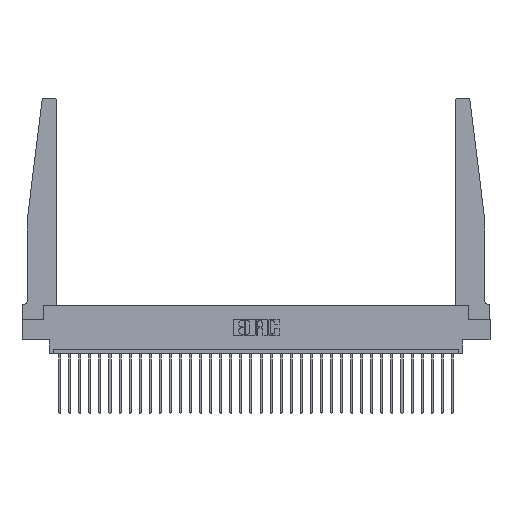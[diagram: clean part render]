
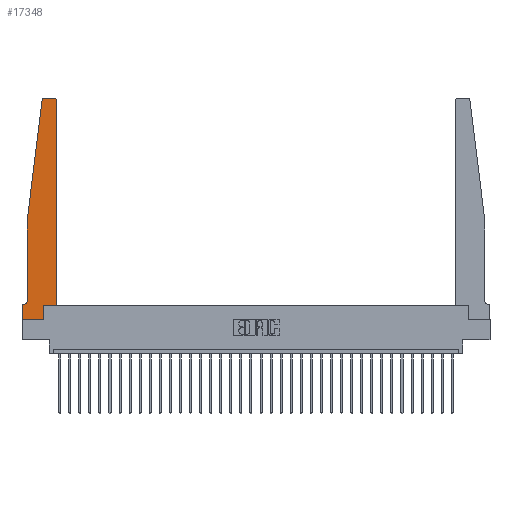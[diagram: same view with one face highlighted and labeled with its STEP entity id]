
A CAD part, top view. The second image highlights one B-rep face of the part: STEP entity #17348.
In plain terms, the highlighted planar face has unit normal (0, 0, 1).
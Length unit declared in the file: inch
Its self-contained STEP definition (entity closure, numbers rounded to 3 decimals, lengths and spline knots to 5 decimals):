
#170 = DIRECTION ( 'NONE',  ( 0., 0., 1. ) ) ;
#241 = DIRECTION ( 'NONE',  ( -0.122, -0.992, 0. ) ) ;
#331 = VERTEX_POINT ( 'NONE', #3806 ) ;
#745 = CARTESIAN_POINT ( 'NONE',  ( 0.065, 1.25, 0.37 ) ) ;
#808 = CARTESIAN_POINT ( 'NONE',  ( 0.425, 0.18, 0.37 ) ) ;
#1122 = VERTEX_POINT ( 'NONE', #28801 ) ;
#1303 = EDGE_CURVE ( 'NONE', #12593, #28701, #8513, .T. ) ;
#1824 = CARTESIAN_POINT ( 'NONE',  ( 0.065, 1.25, 0.37 ) ) ;
#1949 = CARTESIAN_POINT ( 'NONE',  ( 0.425, 0.18, 0.37 ) ) ;
#2216 = VERTEX_POINT ( 'NONE', #29637 ) ;
#2666 = VECTOR ( 'NONE', #23362, 39.37008 ) ;
#2917 = DIRECTION ( 'NONE',  ( -1., 0., 0. ) ) ;
#3340 = EDGE_CURVE ( 'NONE', #19858, #12763, #30304, .T. ) ;
#3643 = EDGE_CURVE ( 'NONE', #6658, #18816, #15799, .T. ) ;
#3806 = CARTESIAN_POINT ( 'NONE',  ( 0.27653, 2.75, 0.37 ) ) ;
#4128 = VECTOR ( 'NONE', #15174, 39.37008 ) ;
#4342 = VECTOR ( 'NONE', #241, 39.37008 ) ;
#4716 = ORIENTED_EDGE ( 'NONE', *, *, #5352, .T. ) ;
#4789 = EDGE_CURVE ( 'NONE', #24966, #29226, #28750, .T. ) ;
#5352 = EDGE_CURVE ( 'NONE', #19808, #6658, #9822, .T. ) ;
#5925 = CARTESIAN_POINT ( 'NONE',  ( 0.2605, 0.18, 0.37 ) ) ;
#5995 = AXIS2_PLACEMENT_3D ( 'NONE', #10315, #19690, #10461 ) ;
#6204 = ORIENTED_EDGE ( 'NONE', *, *, #3643, .T. ) ;
#6321 = EDGE_CURVE ( 'NONE', #29226, #2216, #22219, .T. ) ;
#6334 = ORIENTED_EDGE ( 'NONE', *, *, #27008, .T. ) ;
#6658 = VERTEX_POINT ( 'NONE', #29022 ) ;
#6933 = LINE ( 'NONE', #30298, #11045 ) ;
#7020 = AXIS2_PLACEMENT_3D ( 'NONE', #26216, #9635, #12251 ) ;
#7081 = DIRECTION ( 'NONE',  ( -1., 0., 0. ) ) ;
#7124 = DIRECTION ( 'NONE',  ( 0., 0., -1. ) ) ;
#7629 = FACE_OUTER_BOUND ( 'NONE', #25977, .T. ) ;
#8513 = LINE ( 'NONE', #17742, #20261 ) ;
#8596 = VECTOR ( 'NONE', #24913, 39.37008 ) ;
#9614 = DIRECTION ( 'NONE',  ( 1., 0., 0. ) ) ;
#9635 = DIRECTION ( 'NONE',  ( 0., 0., 1. ) ) ;
#9735 = VECTOR ( 'NONE', #29514, 39.37008 ) ;
#9822 = LINE ( 'NONE', #28569, #2666 ) ;
#10033 = CARTESIAN_POINT ( 'NONE',  ( 0.2605, 0.18, 0.37 ) ) ;
#10315 = CARTESIAN_POINT ( 'NONE',  ( 0.395, 2.72, 0.37 ) ) ;
#10323 = CIRCLE ( 'NONE', #17678, 0.03 ) ;
#10461 = DIRECTION ( 'NONE',  ( 1., 0., 0. ) ) ;
#10766 = LINE ( 'NONE', #15696, #9735 ) ;
#11045 = VECTOR ( 'NONE', #7081, 39.37008 ) ;
#11134 = EDGE_CURVE ( 'NONE', #2216, #331, #6933, .T. ) ;
#11281 = VECTOR ( 'NONE', #21650, 39.37008 ) ;
#12251 = DIRECTION ( 'NONE',  ( 1., 0., 0. ) ) ;
#12593 = VERTEX_POINT ( 'NONE', #21129 ) ;
#12655 = EDGE_CURVE ( 'NONE', #12763, #12593, #30390, .T. ) ;
#12690 = AXIS2_PLACEMENT_3D ( 'NONE', #14656, #7124, #2917 ) ;
#12763 = VERTEX_POINT ( 'NONE', #17108 ) ;
#12869 = ORIENTED_EDGE ( 'NONE', *, *, #18556, .T. ) ;
#13150 = ORIENTED_EDGE ( 'NONE', *, *, #6321, .T. ) ;
#14041 = VECTOR ( 'NONE', #16488, 39.37008 ) ;
#14656 = CARTESIAN_POINT ( 'NONE',  ( 0.015, 0.2375, 0.37 ) ) ;
#15174 = DIRECTION ( 'NONE',  ( 0., 1., 0. ) ) ;
#15696 = CARTESIAN_POINT ( 'NONE',  ( 0., 0., 0.37 ) ) ;
#15799 = LINE ( 'NONE', #5925, #4128 ) ;
#16488 = DIRECTION ( 'NONE',  ( 0., 1., 0. ) ) ;
#16730 = ORIENTED_EDGE ( 'NONE', *, *, #11134, .T. ) ;
#17108 = CARTESIAN_POINT ( 'NONE',  ( 0.065, 0.2375, 0.37 ) ) ;
#17348 = ADVANCED_FACE ( 'NONE', ( #7629 ), #25914, .T. ) ;
#17678 = AXIS2_PLACEMENT_3D ( 'NONE', #24202, #170, #9614 ) ;
#17742 = CARTESIAN_POINT ( 'NONE',  ( 0.065, 0.1875, 0.37 ) ) ;
#17895 = DIRECTION ( 'NONE',  ( -1., 0., 0. ) ) ;
#18083 = ORIENTED_EDGE ( 'NONE', *, *, #1303, .T. ) ;
#18556 = EDGE_CURVE ( 'NONE', #28701, #19808, #10766, .T. ) ;
#18581 = ORIENTED_EDGE ( 'NONE', *, *, #27364, .T. ) ;
#18816 = VERTEX_POINT ( 'NONE', #10033 ) ;
#19435 = ORIENTED_EDGE ( 'NONE', *, *, #3340, .T. ) ;
#19690 = DIRECTION ( 'NONE',  ( 0., 0., 1. ) ) ;
#19808 = VERTEX_POINT ( 'NONE', #23280 ) ;
#19858 = VERTEX_POINT ( 'NONE', #745 ) ;
#20261 = VECTOR ( 'NONE', #17895, 39.37008 ) ;
#20517 = CARTESIAN_POINT ( 'NONE',  ( 0.425, 2.72, 0.37 ) ) ;
#21129 = CARTESIAN_POINT ( 'NONE',  ( 0.015, 0.1875, 0.37 ) ) ;
#21650 = DIRECTION ( 'NONE',  ( 1., 0., 0. ) ) ;
#22078 = ORIENTED_EDGE ( 'NONE', *, *, #12655, .T. ) ;
#22219 = CIRCLE ( 'NONE', #5995, 0.03 ) ;
#23027 = ORIENTED_EDGE ( 'NONE', *, *, #27796, .T. ) ;
#23280 = CARTESIAN_POINT ( 'NONE',  ( 0., 0., 0.37 ) ) ;
#23319 = ORIENTED_EDGE ( 'NONE', *, *, #4789, .T. ) ;
#23362 = DIRECTION ( 'NONE',  ( 1., 0., 0. ) ) ;
#23675 = LINE ( 'NONE', #28134, #4342 ) ;
#24202 = CARTESIAN_POINT ( 'NONE',  ( 0.27653, 2.72, 0.37 ) ) ;
#24913 = DIRECTION ( 'NONE',  ( 0., -1., 0. ) ) ;
#24966 = VERTEX_POINT ( 'NONE', #1949 ) ;
#25140 = CARTESIAN_POINT ( 'NONE',  ( 0., 0.1875, 0.37 ) ) ;
#25834 = CARTESIAN_POINT ( 'NONE',  ( 0.425, 0.18, 0.37 ) ) ;
#25914 = PLANE ( 'NONE',  #7020 ) ;
#25977 = EDGE_LOOP ( 'NONE', ( #16730, #23027, #6334, #19435, #22078, #18083, #12869, #4716, #6204, #18581, #23319, #13150 ) ) ;
#26216 = CARTESIAN_POINT ( 'NONE',  ( 0., 0.1875, 0.37 ) ) ;
#27008 = EDGE_CURVE ( 'NONE', #1122, #19858, #23675, .T. ) ;
#27364 = EDGE_CURVE ( 'NONE', #18816, #24966, #29138, .T. ) ;
#27796 = EDGE_CURVE ( 'NONE', #331, #1122, #10323, .T. ) ;
#28134 = CARTESIAN_POINT ( 'NONE',  ( 0.065, 1.25, 0.37 ) ) ;
#28569 = CARTESIAN_POINT ( 'NONE',  ( 0., 0., 0.37 ) ) ;
#28701 = VERTEX_POINT ( 'NONE', #25140 ) ;
#28750 = LINE ( 'NONE', #25834, #14041 ) ;
#28801 = CARTESIAN_POINT ( 'NONE',  ( 0.24675, 2.72367, 0.37 ) ) ;
#29022 = CARTESIAN_POINT ( 'NONE',  ( 0.2605, 0., 0.37 ) ) ;
#29138 = LINE ( 'NONE', #808, #11281 ) ;
#29226 = VERTEX_POINT ( 'NONE', #20517 ) ;
#29514 = DIRECTION ( 'NONE',  ( 0., -1., 0. ) ) ;
#29637 = CARTESIAN_POINT ( 'NONE',  ( 0.395, 2.75, 0.37 ) ) ;
#30298 = CARTESIAN_POINT ( 'NONE',  ( 0.25, 2.75, 0.37 ) ) ;
#30304 = LINE ( 'NONE', #1824, #8596 ) ;
#30390 = CIRCLE ( 'NONE', #12690, 0.05 ) ;
